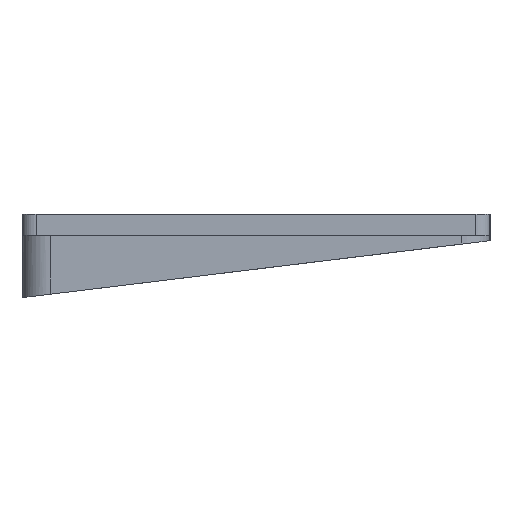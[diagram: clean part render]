
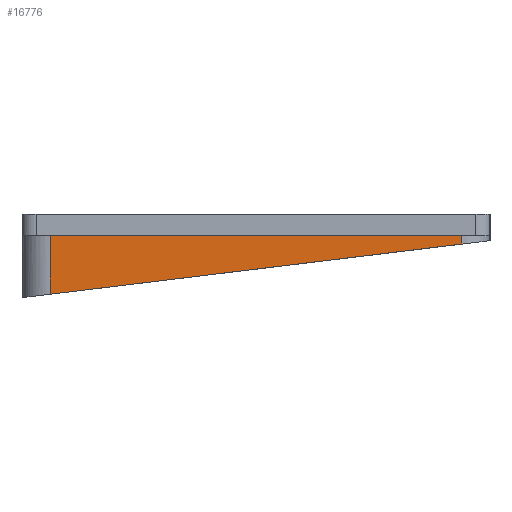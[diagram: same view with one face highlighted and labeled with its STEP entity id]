
A CAD part, left-side view. The second image highlights one B-rep face of the part: STEP entity #16776.
In plain terms, the highlighted planar face has unit normal (-1, 0, 0).
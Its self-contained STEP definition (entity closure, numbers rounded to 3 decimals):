
#2385=PLANE('',#17078);
#3293=FACE_OUTER_BOUND('',#4254,.T.);
#4254=EDGE_LOOP('',(#15834,#15835,#15836,#15837));
#5335=LINE('',#34232,#6437);
#5358=LINE('',#34293,#6460);
#5359=LINE('',#34298,#6461);
#5360=LINE('',#34300,#6462);
#6437=VECTOR('',#18704,10.);
#6460=VECTOR('',#18767,10.);
#6461=VECTOR('',#18774,10.);
#6462=VECTOR('',#18777,10.);
#8173=VERTEX_POINT('',#34229);
#8174=VERTEX_POINT('',#34231);
#8192=VERTEX_POINT('',#34292);
#8193=VERTEX_POINT('',#34296);
#10713=EDGE_CURVE('',#8174,#8173,#5335,.T.);
#10744=EDGE_CURVE('',#8174,#8192,#5358,.T.);
#10747=EDGE_CURVE('',#8193,#8173,#5359,.T.);
#10748=EDGE_CURVE('',#8193,#8192,#5360,.T.);
#15834=ORIENTED_EDGE('',*,*,#10744,.F.);
#15835=ORIENTED_EDGE('',*,*,#10713,.T.);
#15836=ORIENTED_EDGE('',*,*,#10747,.F.);
#15837=ORIENTED_EDGE('',*,*,#10748,.T.);
#16776=ADVANCED_FACE('',(#3293),#2385,.T.);
#17078=AXIS2_PLACEMENT_3D('',#34299,#18775,#18776);
#18704=DIRECTION('',(0.,-0.993,0.121));
#18767=DIRECTION('',(0.,0.,1.));
#18774=DIRECTION('',(0.,0.,-1.));
#18775=DIRECTION('center_axis',(-1.,0.,0.));
#18776=DIRECTION('ref_axis',(0.,1.,0.));
#18777=DIRECTION('',(0.,1.,0.));
#34229=CARTESIAN_POINT('',(77.19,-89.349,-12.528));
#34231=CARTESIAN_POINT('',(77.19,-30.69,-19.67));
#34232=CARTESIAN_POINT('',(77.19,-76.909,-14.043));
#34292=CARTESIAN_POINT('',(77.19,-30.69,-11.3));
#34293=CARTESIAN_POINT('',(77.19,-30.69,-8.3));
#34296=CARTESIAN_POINT('',(77.19,-89.349,-11.3));
#34298=CARTESIAN_POINT('',(77.19,-89.349,-8.3));
#34299=CARTESIAN_POINT('Origin',(77.19,-93.349,-8.3));
#34300=CARTESIAN_POINT('',(77.19,-73.479,-11.3));
